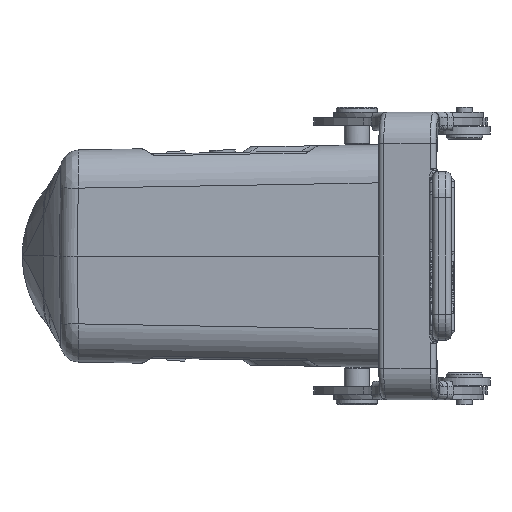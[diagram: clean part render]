
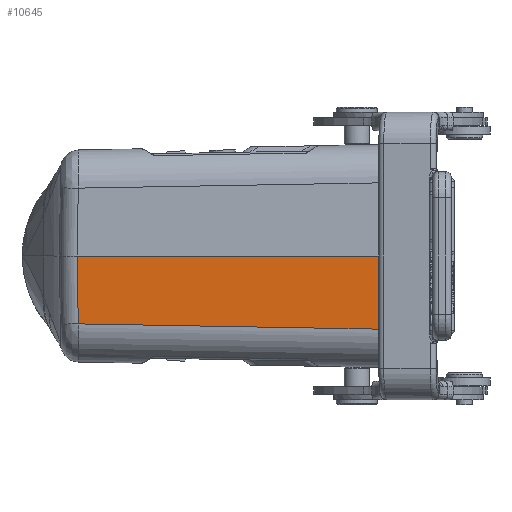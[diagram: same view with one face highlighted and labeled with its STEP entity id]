
A CAD part, left-side view. The second image highlights one B-rep face of the part: STEP entity #10645.
In plain terms, the highlighted planar face has unit normal (-1, 0.018, -0.017).
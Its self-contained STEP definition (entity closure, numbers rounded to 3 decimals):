
#8720=FACE_OUTER_BOUND('',#14331,.T.);
#10645=ADVANCED_FACE('',(#8720),#11442,.T.);
#11442=PLANE('',#35112);
#14331=EDGE_LOOP('',(#25804,#25805,#25806,#25807));
#16463=LINE('',#56553,#18711);
#16494=LINE('',#56936,#18742);
#16495=LINE('',#56961,#18743);
#16497=LINE('',#56964,#18745);
#18711=VECTOR('',#41655,1.);
#18742=VECTOR('',#41774,1.);
#18743=VECTOR('',#41783,1.);
#18745=VECTOR('',#41787,1.);
#25804=ORIENTED_EDGE('',*,*,#31927,.F.);
#25805=ORIENTED_EDGE('',*,*,#31985,.F.);
#25806=ORIENTED_EDGE('',*,*,#31989,.T.);
#25807=ORIENTED_EDGE('',*,*,#31991,.T.);
#26125=VERTEX_POINT('',#42151);
#28369=VERTEX_POINT('',#56533);
#28370=VERTEX_POINT('',#56554);
#28396=VERTEX_POINT('',#56937);
#31927=EDGE_CURVE('',#28369,#28370,#16463,.T.);
#31985=EDGE_CURVE('',#28396,#28369,#16494,.T.);
#31989=EDGE_CURVE('',#28396,#26125,#16495,.T.);
#31991=EDGE_CURVE('',#26125,#28370,#16497,.T.);
#35112=AXIS2_PLACEMENT_3D('',#56965,#41788,#41789);
#41655=DIRECTION('',(-0.017,0.017,1.));
#41774=DIRECTION('',(0.017,1.,0.017));
#41783=DIRECTION('',(-0.017,0.,1.));
#41787=DIRECTION('',(0.017,1.,0.));
#41788=DIRECTION('',(-1.,0.017,-0.017));
#41789=DIRECTION('',(0.017,0.,-1.));
#42151=CARTESIAN_POINT('',(-46.739,70.609,0.));
#56533=CARTESIAN_POINT('',(-45.487,129.233,-13.098));
#56553=CARTESIAN_POINT('',(-45.736,129.486,1.392));
#56554=CARTESIAN_POINT('',(-45.712,129.462,0.));
#56936=CARTESIAN_POINT('',(-46.498,70.284,-14.127));
#56937=CARTESIAN_POINT('',(-46.493,70.609,-14.121));
#56961=CARTESIAN_POINT('',(-46.781,70.609,2.412));
#56964=CARTESIAN_POINT('',(-46.739,70.609,0.));
#56965=CARTESIAN_POINT('',(-46.792,70.,2.412));
